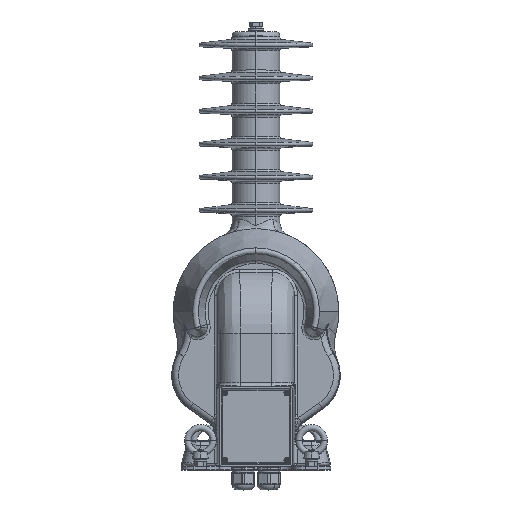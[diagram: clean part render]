
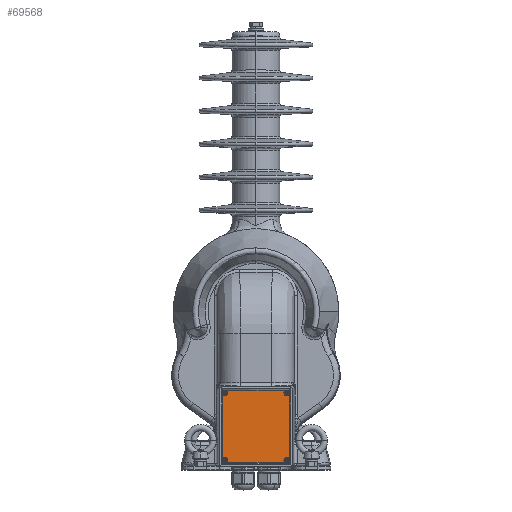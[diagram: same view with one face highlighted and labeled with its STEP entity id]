
A CAD part, top view. The second image highlights one B-rep face of the part: STEP entity #69568.
In plain terms, the highlighted planar face has unit normal (0, 0, 1).
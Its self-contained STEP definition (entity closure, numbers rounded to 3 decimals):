
#17189 = AXIS2_PLACEMENT_3D ( 'NONE', #26384, #26370, #26347 ) ;
#25099 = FACE_BOUND ( 'NONE', #106520, .T. ) ;
#25110 = FACE_BOUND ( 'NONE', #106511, .T. ) ;
#25116 = FACE_BOUND ( 'NONE', #106518, .T. ) ;
#25123 = FACE_OUTER_BOUND ( 'NONE', #106558, .T. ) ;
#25125 = FACE_BOUND ( 'NONE', #106526, .T. ) ;
#26347 = DIRECTION ( 'NONE',  ( -1., 0., 0. ) ) ;
#26357 = PLANE ( 'NONE',  #17189 ) ;
#26370 = DIRECTION ( 'NONE',  ( 0., 0., -1. ) ) ;
#26384 = CARTESIAN_POINT ( 'NONE',  ( -52.5, -95.594, 233. ) ) ;
#49976 = CARTESIAN_POINT ( 'NONE',  ( -52.5, -95.594, 233. ) ) ;
#49989 = CARTESIAN_POINT ( 'NONE',  ( 52.5, 18.406, 233. ) ) ;
#50001 = CARTESIAN_POINT ( 'NONE',  ( -46., 14.406, 233. ) ) ;
#50034 = CARTESIAN_POINT ( 'NONE',  ( 46., -91.594, 233. ) ) ;
#50057 = CARTESIAN_POINT ( 'NONE',  ( -52.5, 18.406, 233. ) ) ;
#50061 = CARTESIAN_POINT ( 'NONE',  ( -51., -91.594, 233. ) ) ;
#50063 = CARTESIAN_POINT ( 'NONE',  ( 52.5, -95.594, 233. ) ) ;
#50064 = CARTESIAN_POINT ( 'NONE',  ( -46., -91.594, 233. ) ) ;
#50067 = CARTESIAN_POINT ( 'NONE',  ( -51., 14.406, 233. ) ) ;
#50107 = CARTESIAN_POINT ( 'NONE',  ( 46., 14.406, 233. ) ) ;
#50153 = CARTESIAN_POINT ( 'NONE',  ( 51., 14.406, 233. ) ) ;
#50155 = CARTESIAN_POINT ( 'NONE',  ( 51., -91.594, 233. ) ) ;
#69568 = ADVANCED_FACE ( 'NONE', ( #25125, #25110, #25123, #25099, #25116 ), #26357, .F. ) ;
#77268 = AXIS2_PLACEMENT_3D ( 'NONE', #92458, #92436, #92505 ) ;
#77281 = AXIS2_PLACEMENT_3D ( 'NONE', #92278, #92246, #92284 ) ;
#77287 = AXIS2_PLACEMENT_3D ( 'NONE', #92559, #92623, #92549 ) ;
#77298 = AXIS2_PLACEMENT_3D ( 'NONE', #92353, #92411, #92358 ) ;
#77301 = AXIS2_PLACEMENT_3D ( 'NONE', #92375, #92423, #92378 ) ;
#77319 = AXIS2_PLACEMENT_3D ( 'NONE', #92526, #92449, #92503 ) ;
#77336 = AXIS2_PLACEMENT_3D ( 'NONE', #92563, #92541, #92583 ) ;
#77344 = AXIS2_PLACEMENT_3D ( 'NONE', #92860, #92913, #92888 ) ;
#92246 = DIRECTION ( 'NONE',  ( 0., 0., 1. ) ) ;
#92278 = CARTESIAN_POINT ( 'NONE',  ( 48.5, -91.594, 233. ) ) ;
#92284 = DIRECTION ( 'NONE',  ( -1., 0., 0. ) ) ;
#92353 = CARTESIAN_POINT ( 'NONE',  ( 48.5, 14.406, 233. ) ) ;
#92358 = DIRECTION ( 'NONE',  ( -1., 0., 0. ) ) ;
#92375 = CARTESIAN_POINT ( 'NONE',  ( 48.5, -91.594, 233. ) ) ;
#92378 = DIRECTION ( 'NONE',  ( -1., 0., 0. ) ) ;
#92411 = DIRECTION ( 'NONE',  ( 0., 0., 1. ) ) ;
#92423 = DIRECTION ( 'NONE',  ( 0., 0., 1. ) ) ;
#92436 = DIRECTION ( 'NONE',  ( 0., 0., 1. ) ) ;
#92449 = DIRECTION ( 'NONE',  ( 0., 0., 1. ) ) ;
#92458 = CARTESIAN_POINT ( 'NONE',  ( -48.5, 14.406, 233. ) ) ;
#92503 = DIRECTION ( 'NONE',  ( 1., 0., 0. ) ) ;
#92505 = DIRECTION ( 'NONE',  ( 1., 0., 0. ) ) ;
#92526 = CARTESIAN_POINT ( 'NONE',  ( -48.5, 14.406, 233. ) ) ;
#92541 = DIRECTION ( 'NONE',  ( 0., 0., 1. ) ) ;
#92549 = DIRECTION ( 'NONE',  ( 1., 0., 0. ) ) ;
#92559 = CARTESIAN_POINT ( 'NONE',  ( -48.5, -91.594, 233. ) ) ;
#92563 = CARTESIAN_POINT ( 'NONE',  ( 48.5, 14.406, 233. ) ) ;
#92583 = DIRECTION ( 'NONE',  ( -1., 0., 0. ) ) ;
#92623 = DIRECTION ( 'NONE',  ( 0., 0., 1. ) ) ;
#92652 = DIRECTION ( 'NONE',  ( -1., 0., 0. ) ) ;
#92680 = CARTESIAN_POINT ( 'NONE',  ( -52.5, 18.406, 233. ) ) ;
#92736 = DIRECTION ( 'NONE',  ( 1., 0., 0. ) ) ;
#92739 = CARTESIAN_POINT ( 'NONE',  ( 52.5, -95.594, 233. ) ) ;
#92750 = CARTESIAN_POINT ( 'NONE',  ( 52.5, 18.406, 233. ) ) ;
#92754 = DIRECTION ( 'NONE',  ( 0., 1., 0. ) ) ;
#92860 = CARTESIAN_POINT ( 'NONE',  ( -48.5, -91.594, 233. ) ) ;
#92888 = DIRECTION ( 'NONE',  ( 1., 0., 0. ) ) ;
#92913 = DIRECTION ( 'NONE',  ( 0., 0., 1. ) ) ;
#92999 = DIRECTION ( 'NONE',  ( 0., -1., 0. ) ) ;
#93007 = CARTESIAN_POINT ( 'NONE',  ( -52.5, 18.406, 233. ) ) ;
#93753 = CIRCLE ( 'NONE', #77281, 2.5 ) ;
#93767 = CIRCLE ( 'NONE', #77298, 2.5 ) ;
#93768 = CIRCLE ( 'NONE', #77301, 2.5 ) ;
#93779 = CIRCLE ( 'NONE', #77319, 2.5 ) ;
#93801 = CIRCLE ( 'NONE', #77268, 2.5 ) ;
#93837 = CIRCLE ( 'NONE', #77287, 2.5 ) ;
#93847 = CIRCLE ( 'NONE', #77336, 2.5 ) ;
#93852 = LINE ( 'NONE', #92680, #93861 ) ;
#93861 = VECTOR ( 'NONE', #92652, 1000. ) ;
#93867 = LINE ( 'NONE', #92750, #93874 ) ;
#93874 = VECTOR ( 'NONE', #92754, 1000. ) ;
#93876 = VECTOR ( 'NONE', #92736, 1000. ) ;
#93892 = LINE ( 'NONE', #92739, #93876 ) ;
#93926 = CIRCLE ( 'NONE', #77344, 2.5 ) ;
#93945 = VECTOR ( 'NONE', #92999, 1000. ) ;
#93954 = LINE ( 'NONE', #93007, #93945 ) ;
#106511 = EDGE_LOOP ( 'NONE', ( #118829, #118883 ) ) ;
#106518 = EDGE_LOOP ( 'NONE', ( #118927, #118832 ) ) ;
#106520 = EDGE_LOOP ( 'NONE', ( #118922, #118905 ) ) ;
#106526 = EDGE_LOOP ( 'NONE', ( #118831, #118894 ) ) ;
#106558 = EDGE_LOOP ( 'NONE', ( #118881, #118896, #118925, #118842 ) ) ;
#109254 = VERTEX_POINT ( 'NONE', #49976 ) ;
#109263 = VERTEX_POINT ( 'NONE', #50063 ) ;
#109264 = VERTEX_POINT ( 'NONE', #50067 ) ;
#109271 = VERTEX_POINT ( 'NONE', #50057 ) ;
#109273 = VERTEX_POINT ( 'NONE', #50061 ) ;
#109274 = VERTEX_POINT ( 'NONE', #50064 ) ;
#109278 = VERTEX_POINT ( 'NONE', #49989 ) ;
#109283 = VERTEX_POINT ( 'NONE', #50034 ) ;
#109290 = VERTEX_POINT ( 'NONE', #50001 ) ;
#109306 = VERTEX_POINT ( 'NONE', #50107 ) ;
#109308 = VERTEX_POINT ( 'NONE', #50155 ) ;
#109310 = VERTEX_POINT ( 'NONE', #50153 ) ;
#115171 = EDGE_CURVE ( 'NONE', #109308, #109283, #93753, .T. ) ;
#115205 = EDGE_CURVE ( 'NONE', #109306, #109310, #93767, .T. ) ;
#115215 = EDGE_CURVE ( 'NONE', #109283, #109308, #93768, .T. ) ;
#115228 = EDGE_CURVE ( 'NONE', #109290, #109264, #93779, .T. ) ;
#115236 = EDGE_CURVE ( 'NONE', #109264, #109290, #93801, .T. ) ;
#115255 = EDGE_CURVE ( 'NONE', #109273, #109274, #93837, .T. ) ;
#115263 = EDGE_CURVE ( 'NONE', #109310, #109306, #93847, .T. ) ;
#115286 = EDGE_CURVE ( 'NONE', #109278, #109271, #93852, .T. ) ;
#115303 = EDGE_CURVE ( 'NONE', #109254, #109263, #93892, .T. ) ;
#115319 = EDGE_CURVE ( 'NONE', #109263, #109278, #93867, .T. ) ;
#115340 = EDGE_CURVE ( 'NONE', #109274, #109273, #93926, .T. ) ;
#115352 = EDGE_CURVE ( 'NONE', #109271, #109254, #93954, .T. ) ;
#118829 = ORIENTED_EDGE ( 'NONE', *, *, #115236, .F. ) ;
#118831 = ORIENTED_EDGE ( 'NONE', *, *, #115215, .F. ) ;
#118832 = ORIENTED_EDGE ( 'NONE', *, *, #115263, .F. ) ;
#118842 = ORIENTED_EDGE ( 'NONE', *, *, #115286, .T. ) ;
#118881 = ORIENTED_EDGE ( 'NONE', *, *, #115352, .T. ) ;
#118883 = ORIENTED_EDGE ( 'NONE', *, *, #115228, .F. ) ;
#118894 = ORIENTED_EDGE ( 'NONE', *, *, #115171, .F. ) ;
#118896 = ORIENTED_EDGE ( 'NONE', *, *, #115303, .T. ) ;
#118905 = ORIENTED_EDGE ( 'NONE', *, *, #115340, .F. ) ;
#118922 = ORIENTED_EDGE ( 'NONE', *, *, #115255, .F. ) ;
#118925 = ORIENTED_EDGE ( 'NONE', *, *, #115319, .T. ) ;
#118927 = ORIENTED_EDGE ( 'NONE', *, *, #115205, .F. ) ;
